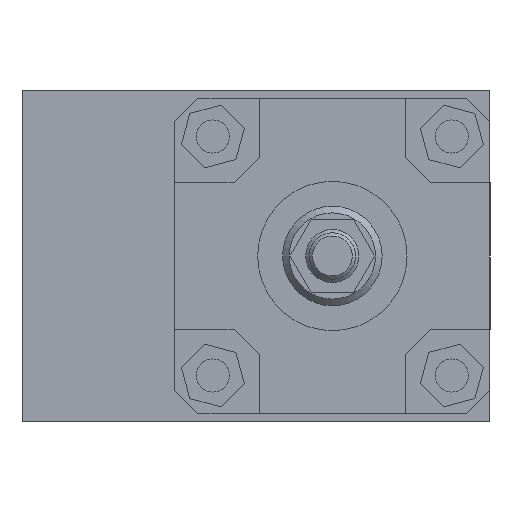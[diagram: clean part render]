
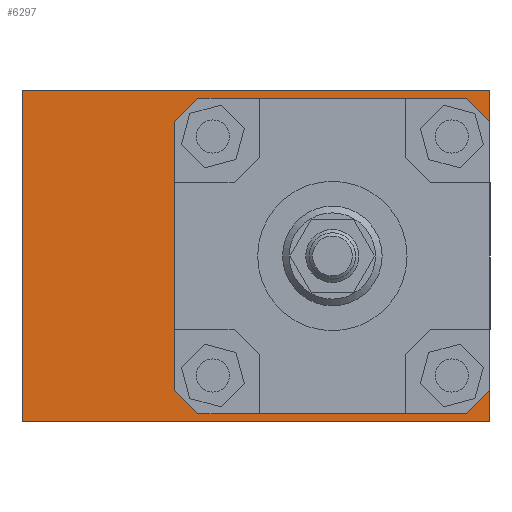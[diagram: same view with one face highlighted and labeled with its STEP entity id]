
A CAD part, left-side view. The second image highlights one B-rep face of the part: STEP entity #6297.
In plain terms, the highlighted planar face has unit normal (-1, 0, 0).
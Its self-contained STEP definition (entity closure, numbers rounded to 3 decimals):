
#100=LINE('',#8158,#614);
#104=LINE('',#8167,#618);
#138=LINE('',#8243,#652);
#139=LINE('',#8245,#653);
#140=LINE('',#8248,#654);
#141=LINE('',#8250,#655);
#142=LINE('',#8252,#656);
#143=LINE('',#8254,#657);
#144=LINE('',#8256,#658);
#145=LINE('',#8258,#659);
#146=LINE('',#8260,#660);
#147=LINE('',#8262,#661);
#148=LINE('',#8264,#662);
#149=LINE('',#8266,#663);
#150=LINE('',#8268,#664);
#151=LINE('',#8270,#665);
#152=LINE('',#8272,#666);
#153=LINE('',#8274,#667);
#154=LINE('',#8276,#668);
#155=LINE('',#8278,#669);
#156=LINE('',#8280,#670);
#157=LINE('',#8282,#671);
#158=LINE('',#8284,#672);
#159=LINE('',#8286,#673);
#160=LINE('',#8288,#674);
#161=LINE('',#8290,#675);
#162=LINE('',#8292,#676);
#163=LINE('',#8294,#677);
#164=LINE('',#8296,#678);
#165=LINE('',#8298,#679);
#166=LINE('',#8300,#680);
#167=LINE('',#8301,#681);
#614=VECTOR('',#6936,1000.);
#618=VECTOR('',#6942,1000.);
#652=VECTOR('',#6988,1000.);
#653=VECTOR('',#6991,1000.);
#654=VECTOR('',#6992,1000.);
#655=VECTOR('',#6993,1000.);
#656=VECTOR('',#6994,1000.);
#657=VECTOR('',#6995,1000.);
#658=VECTOR('',#6996,1000.);
#659=VECTOR('',#6997,1000.);
#660=VECTOR('',#6998,1000.);
#661=VECTOR('',#6999,1000.);
#662=VECTOR('',#7000,1000.);
#663=VECTOR('',#7001,1000.);
#664=VECTOR('',#7002,1000.);
#665=VECTOR('',#7003,1000.);
#666=VECTOR('',#7004,1000.);
#667=VECTOR('',#7005,1000.);
#668=VECTOR('',#7006,1000.);
#669=VECTOR('',#7007,1000.);
#670=VECTOR('',#7008,1000.);
#671=VECTOR('',#7009,1000.);
#672=VECTOR('',#7010,1000.);
#673=VECTOR('',#7011,1000.);
#674=VECTOR('',#7012,1000.);
#675=VECTOR('',#7013,1000.);
#676=VECTOR('',#7014,1000.);
#677=VECTOR('',#7015,1000.);
#678=VECTOR('',#7016,1000.);
#679=VECTOR('',#7017,1000.);
#680=VECTOR('',#7018,1000.);
#681=VECTOR('',#7019,1000.);
#1181=ORIENTED_EDGE('',*,*,#2372,.T.);
#1182=ORIENTED_EDGE('',*,*,#2373,.T.);
#1183=ORIENTED_EDGE('',*,*,#2374,.T.);
#1184=ORIENTED_EDGE('',*,*,#2375,.T.);
#1185=ORIENTED_EDGE('',*,*,#2376,.T.);
#1186=ORIENTED_EDGE('',*,*,#2377,.T.);
#1187=ORIENTED_EDGE('',*,*,#2378,.T.);
#1188=ORIENTED_EDGE('',*,*,#2379,.T.);
#1189=ORIENTED_EDGE('',*,*,#2380,.T.);
#1190=ORIENTED_EDGE('',*,*,#2381,.T.);
#1191=ORIENTED_EDGE('',*,*,#2382,.T.);
#1192=ORIENTED_EDGE('',*,*,#2383,.T.);
#1193=ORIENTED_EDGE('',*,*,#2384,.T.);
#1194=ORIENTED_EDGE('',*,*,#2385,.T.);
#1195=ORIENTED_EDGE('',*,*,#2386,.T.);
#1196=ORIENTED_EDGE('',*,*,#2387,.T.);
#1197=ORIENTED_EDGE('',*,*,#2388,.T.);
#1198=ORIENTED_EDGE('',*,*,#2389,.T.);
#1199=ORIENTED_EDGE('',*,*,#2390,.T.);
#1200=ORIENTED_EDGE('',*,*,#2391,.T.);
#1201=ORIENTED_EDGE('',*,*,#2392,.T.);
#1202=ORIENTED_EDGE('',*,*,#2393,.T.);
#1203=ORIENTED_EDGE('',*,*,#2394,.T.);
#1204=ORIENTED_EDGE('',*,*,#2395,.T.);
#1205=ORIENTED_EDGE('',*,*,#2396,.T.);
#1206=ORIENTED_EDGE('',*,*,#2397,.T.);
#1207=ORIENTED_EDGE('',*,*,#2398,.T.);
#1208=ORIENTED_EDGE('',*,*,#2399,.T.);
#1209=ORIENTED_EDGE('',*,*,#2329,.T.);
#1210=ORIENTED_EDGE('',*,*,#2371,.F.);
#1211=ORIENTED_EDGE('',*,*,#2400,.T.);
#1212=ORIENTED_EDGE('',*,*,#2333,.F.);
#2329=EDGE_CURVE('',#2927,#2928,#100,.T.);
#2333=EDGE_CURVE('',#2927,#2931,#104,.T.);
#2371=EDGE_CURVE('',#2966,#2928,#138,.T.);
#2372=EDGE_CURVE('',#2967,#2968,#139,.T.);
#2373=EDGE_CURVE('',#2968,#2969,#140,.T.);
#2374=EDGE_CURVE('',#2969,#2970,#141,.T.);
#2375=EDGE_CURVE('',#2970,#2971,#142,.T.);
#2376=EDGE_CURVE('',#2971,#2972,#143,.T.);
#2377=EDGE_CURVE('',#2972,#2973,#144,.T.);
#2378=EDGE_CURVE('',#2973,#2974,#145,.T.);
#2379=EDGE_CURVE('',#2974,#2975,#146,.T.);
#2380=EDGE_CURVE('',#2975,#2976,#147,.T.);
#2381=EDGE_CURVE('',#2976,#2977,#148,.T.);
#2382=EDGE_CURVE('',#2977,#2978,#149,.T.);
#2383=EDGE_CURVE('',#2978,#2979,#150,.T.);
#2384=EDGE_CURVE('',#2979,#2980,#151,.T.);
#2385=EDGE_CURVE('',#2980,#2981,#152,.T.);
#2386=EDGE_CURVE('',#2981,#2982,#153,.T.);
#2387=EDGE_CURVE('',#2982,#2983,#154,.T.);
#2388=EDGE_CURVE('',#2983,#2984,#155,.T.);
#2389=EDGE_CURVE('',#2984,#2985,#156,.T.);
#2390=EDGE_CURVE('',#2985,#2986,#157,.T.);
#2391=EDGE_CURVE('',#2986,#2987,#158,.T.);
#2392=EDGE_CURVE('',#2987,#2988,#159,.T.);
#2393=EDGE_CURVE('',#2988,#2989,#160,.T.);
#2394=EDGE_CURVE('',#2989,#2990,#161,.T.);
#2395=EDGE_CURVE('',#2990,#2991,#162,.T.);
#2396=EDGE_CURVE('',#2991,#2992,#163,.T.);
#2397=EDGE_CURVE('',#2992,#2993,#164,.T.);
#2398=EDGE_CURVE('',#2993,#2994,#165,.T.);
#2399=EDGE_CURVE('',#2994,#2967,#166,.T.);
#2400=EDGE_CURVE('',#2966,#2931,#167,.T.);
#2927=VERTEX_POINT('',#8159);
#2928=VERTEX_POINT('',#8160);
#2931=VERTEX_POINT('',#8168);
#2966=VERTEX_POINT('',#8242);
#2967=VERTEX_POINT('',#8246);
#2968=VERTEX_POINT('',#8247);
#2969=VERTEX_POINT('',#8249);
#2970=VERTEX_POINT('',#8251);
#2971=VERTEX_POINT('',#8253);
#2972=VERTEX_POINT('',#8255);
#2973=VERTEX_POINT('',#8257);
#2974=VERTEX_POINT('',#8259);
#2975=VERTEX_POINT('',#8261);
#2976=VERTEX_POINT('',#8263);
#2977=VERTEX_POINT('',#8265);
#2978=VERTEX_POINT('',#8267);
#2979=VERTEX_POINT('',#8269);
#2980=VERTEX_POINT('',#8271);
#2981=VERTEX_POINT('',#8273);
#2982=VERTEX_POINT('',#8275);
#2983=VERTEX_POINT('',#8277);
#2984=VERTEX_POINT('',#8279);
#2985=VERTEX_POINT('',#8281);
#2986=VERTEX_POINT('',#8283);
#2987=VERTEX_POINT('',#8285);
#2988=VERTEX_POINT('',#8287);
#2989=VERTEX_POINT('',#8289);
#2990=VERTEX_POINT('',#8291);
#2991=VERTEX_POINT('',#8293);
#2992=VERTEX_POINT('',#8295);
#2993=VERTEX_POINT('',#8297);
#2994=VERTEX_POINT('',#8299);
#3460=EDGE_LOOP('',(#1181,#1182,#1183,#1184,#1185,#1186,#1187,#1188,#1189,
#1190,#1191,#1192,#1193,#1194,#1195,#1196,#1197,#1198,#1199,#1200,#1201,
#1202,#1203,#1204,#1205,#1206,#1207,#1208));
#3461=EDGE_LOOP('',(#1209,#1210,#1211,#1212));
#3828=FACE_BOUND('',#3460,.T.);
#3829=FACE_BOUND('',#3461,.T.);
#4200=PLANE('',#6581);
#6297=ADVANCED_FACE('',(#3828,#3829),#4200,.T.);
#6581=AXIS2_PLACEMENT_3D('',#8244,#6989,#6990);
#6936=DIRECTION('',(0.,1.,0.));
#6942=DIRECTION('',(0.,0.,-1.));
#6988=DIRECTION('',(0.,0.,1.));
#6989=DIRECTION('',(-1.,0.,0.));
#6990=DIRECTION('',(0.,0.,1.));
#6991=DIRECTION('',(0.,-0.707,0.707));
#6992=DIRECTION('',(0.,0.259,0.966));
#6993=DIRECTION('',(0.,-0.259,0.966));
#6994=DIRECTION('',(0.,0.707,0.707));
#6995=DIRECTION('',(0.,0.,1.));
#6996=DIRECTION('',(0.,-0.707,0.707));
#6997=DIRECTION('',(0.,-1.,0.));
#6998=DIRECTION('',(0.,-0.707,-0.707));
#6999=DIRECTION('',(0.,-0.966,0.259));
#7000=DIRECTION('',(0.,-0.966,-0.259));
#7001=DIRECTION('',(0.,-0.707,0.707));
#7002=DIRECTION('',(0.,-1.,0.));
#7003=DIRECTION('',(0.,-0.707,-0.707));
#7004=DIRECTION('',(0.,0.,-1.));
#7005=DIRECTION('',(0.,0.707,-0.707));
#7006=DIRECTION('',(0.,-0.259,-0.966));
#7007=DIRECTION('',(0.,0.259,-0.966));
#7008=DIRECTION('',(0.,-0.707,-0.707));
#7009=DIRECTION('',(0.,0.,-1.));
#7010=DIRECTION('',(0.,0.707,-0.707));
#7011=DIRECTION('',(0.,1.,0.));
#7012=DIRECTION('',(0.,0.707,0.707));
#7013=DIRECTION('',(0.,0.966,-0.259));
#7014=DIRECTION('',(0.,0.966,0.259));
#7015=DIRECTION('',(0.,0.707,-0.707));
#7016=DIRECTION('',(0.,1.,0.));
#7017=DIRECTION('',(0.,0.707,0.707));
#7018=DIRECTION('',(0.,0.,1.));
#7019=DIRECTION('',(0.,-1.,0.));
#8158=CARTESIAN_POINT('',(-50.,93.5,50.));
#8159=CARTESIAN_POINT('',(-50.,-47.5,50.));
#8160=CARTESIAN_POINT('',(-50.,93.5,50.));
#8167=CARTESIAN_POINT('',(-50.,-47.5,0.));
#8168=CARTESIAN_POINT('',(-50.,-47.5,-50.));
#8242=CARTESIAN_POINT('',(-50.,93.5,-50.));
#8243=CARTESIAN_POINT('',(-50.,93.5,0.));
#8244=CARTESIAN_POINT('',(-50.,-47.5,0.));
#8245=CARTESIAN_POINT('',(-50.,10.207,2.521));
#8246=CARTESIAN_POINT('',(-50.,45.2,-32.472));
#8247=CARTESIAN_POINT('',(-50.,37.799,-25.071));
#8248=CARTESIAN_POINT('',(-50.,41.435,-11.502));
#8249=CARTESIAN_POINT('',(-50.,44.517,0.));
#8250=CARTESIAN_POINT('',(-50.,38.076,24.038));
#8251=CARTESIAN_POINT('',(-50.,37.799,25.071));
#8252=CARTESIAN_POINT('',(-50.,13.907,1.179));
#8253=CARTESIAN_POINT('',(-50.,45.2,32.472));
#8254=CARTESIAN_POINT('',(-50.,45.2,19.6));
#8255=CARTESIAN_POINT('',(-50.,45.2,39.2));
#8256=CARTESIAN_POINT('',(-50.,28.825,55.575));
#8257=CARTESIAN_POINT('',(-50.,39.2,45.2));
#8258=CARTESIAN_POINT('',(-50.,-7.514,45.2));
#8259=CARTESIAN_POINT('',(-50.,32.472,45.2));
#8260=CARTESIAN_POINT('',(-50.,-2.521,10.207));
#8261=CARTESIAN_POINT('',(-50.,25.071,37.799));
#8262=CARTESIAN_POINT('',(-50.,-16.594,48.963));
#8263=CARTESIAN_POINT('',(-50.,0.,44.517));
#8264=CARTESIAN_POINT('',(-50.,-40.259,33.729));
#8265=CARTESIAN_POINT('',(-50.,-25.071,37.799));
#8266=CARTESIAN_POINT('',(-50.,-24.929,37.657));
#8267=CARTESIAN_POINT('',(-50.,-32.472,45.2));
#8268=CARTESIAN_POINT('',(-50.,-43.35,45.2));
#8269=CARTESIAN_POINT('',(-50.,-39.2,45.2));
#8270=CARTESIAN_POINT('',(-50.,-55.575,28.825));
#8271=CARTESIAN_POINT('',(-50.,-45.2,39.2));
#8272=CARTESIAN_POINT('',(-50.,-45.2,16.236));
#8273=CARTESIAN_POINT('',(-50.,-45.2,32.472));
#8274=CARTESIAN_POINT('',(-50.,-33.957,21.229));
#8275=CARTESIAN_POINT('',(-50.,-37.799,25.071));
#8276=CARTESIAN_POINT('',(-50.,-44.617,-0.373));
#8277=CARTESIAN_POINT('',(-50.,-44.517,0.));
#8278=CARTESIAN_POINT('',(-50.,-41.258,-12.163));
#8279=CARTESIAN_POINT('',(-50.,-37.799,-25.071));
#8280=CARTESIAN_POINT('',(-50.,-37.657,-24.929));
#8281=CARTESIAN_POINT('',(-50.,-45.2,-32.472));
#8282=CARTESIAN_POINT('',(-50.,-45.2,-19.6));
#8283=CARTESIAN_POINT('',(-50.,-45.2,-39.2));
#8284=CARTESIAN_POINT('',(-50.,-52.575,-31.825));
#8285=CARTESIAN_POINT('',(-50.,-39.2,-45.2));
#8286=CARTESIAN_POINT('',(-50.,-39.986,-45.2));
#8287=CARTESIAN_POINT('',(-50.,-32.472,-45.2));
#8288=CARTESIAN_POINT('',(-50.,-21.229,-33.957));
#8289=CARTESIAN_POINT('',(-50.,-25.071,-37.799));
#8290=CARTESIAN_POINT('',(-50.,-27.724,-37.088));
#8291=CARTESIAN_POINT('',(-50.,0.,-44.517));
#8292=CARTESIAN_POINT('',(-50.,-4.059,-45.604));
#8293=CARTESIAN_POINT('',(-50.,25.071,-37.799));
#8294=CARTESIAN_POINT('',(-50.,1.179,-13.907));
#8295=CARTESIAN_POINT('',(-50.,32.472,-45.2));
#8296=CARTESIAN_POINT('',(-50.,-4.15,-45.2));
#8297=CARTESIAN_POINT('',(-50.,39.2,-45.2));
#8298=CARTESIAN_POINT('',(-50.,31.825,-52.575));
#8299=CARTESIAN_POINT('',(-50.,45.2,-39.2));
#8300=CARTESIAN_POINT('',(-50.,45.2,-16.236));
#8301=CARTESIAN_POINT('',(-50.,93.5,-50.));
